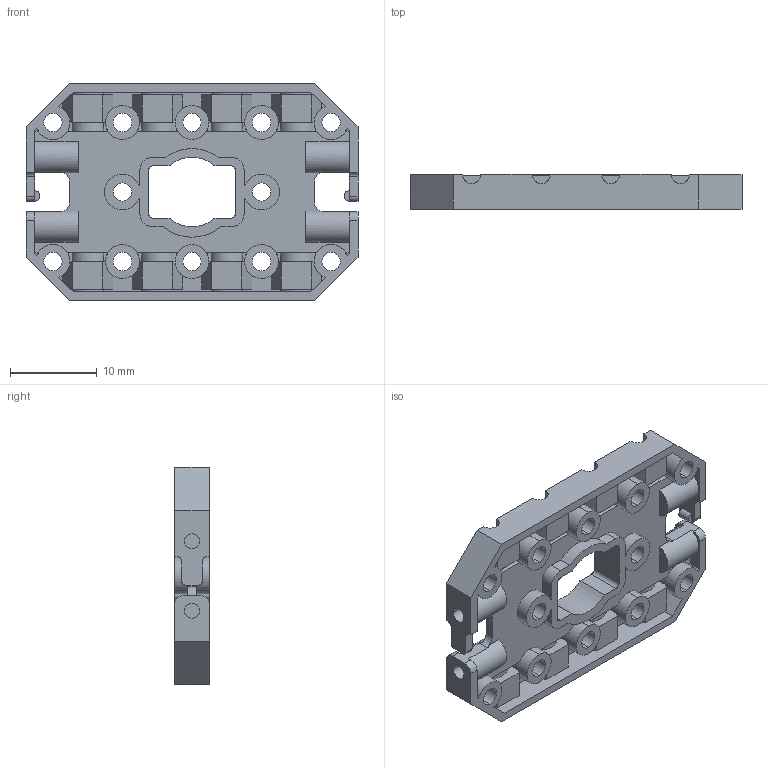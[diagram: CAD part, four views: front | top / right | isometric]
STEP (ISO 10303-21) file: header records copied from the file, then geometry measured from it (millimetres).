
FILE_DESCRIPTION((''),'2;1');
FILE_NAME('F10','2010-04-09T',('JANG WOOK'),(''),'PRO/ENGINEER BY PARAMETRIC TECHNOLOGY CORPORATION, 2009060','PRO/ENGINEER BY PARAMETRIC TECHNOLOGY CORPORATION, 2009060','');
FILE_SCHEMA(('CONFIG_CONTROL_DESIGN'));
Length unit declared in the file: millimetre
Products named in the file (1): F10
Bounding box: 38.2 x 4 x 25 mm (x, y, z)
Volume: 1744.7 mm3; surface area: 3672.8 mm2
Topology: 1 solids, 1 shells, 416 faces, 1202 edges, 800 vertices
Faces by surface type: plane 272, cylinder 144
Entity records: 13898 total; most frequent: CARTESIAN_POINT 2576, ORIENTED_EDGE 2404, DIRECTION 2342, EDGE_CURVE 1202, VECTOR 830, LINE 830, VERTEX_POINT 800, AXIS2_PLACEMENT_3D 756
